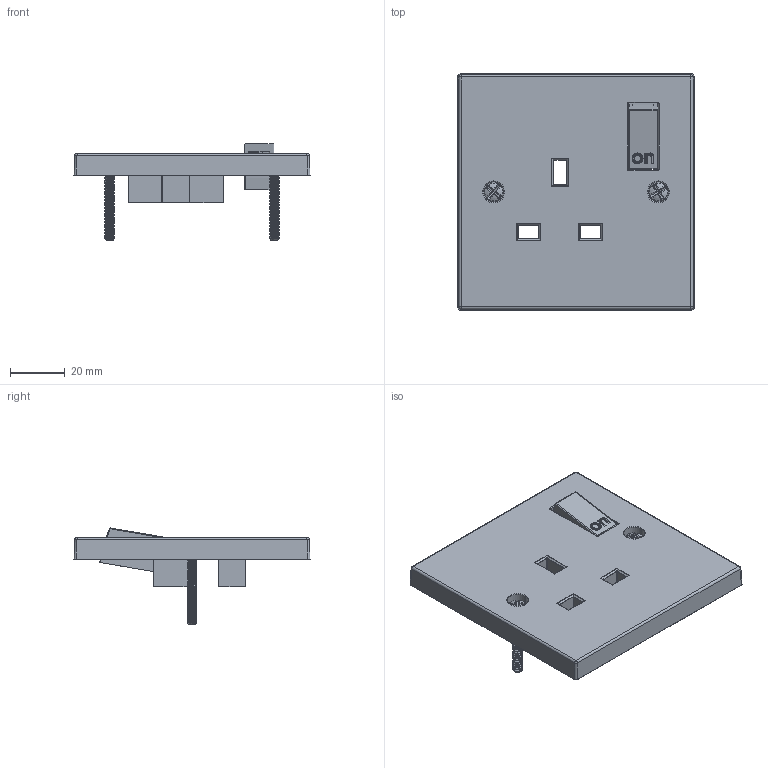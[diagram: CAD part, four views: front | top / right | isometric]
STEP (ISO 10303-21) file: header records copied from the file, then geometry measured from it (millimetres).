
FILE_DESCRIPTION (( 'STEP AP203' ), '1' );
FILE_NAME ('Plug Socket UK 13 STEP.STEP', '2013-09-30T19:38:54', ( '' ), ( '' ), 'SwSTEP 2.0', 'SolidWorks 2012', '' );
FILE_SCHEMA (( 'CONFIG_CONTROL_DESIGN' ));
Length unit declared in the file: millimetre
Products named in the file (4): Plug Socket UK 13 STEP; Main Screw; Switch; Plug Fascia
Assembly tree (4 placements, depth 2):
  Plug Socket UK 13 STEP
    Plug Fascia
    Switch
    Main Screw  x2
Bounding box: 85.99 x 85.99 x 34.98 mm (x, y, z)
Volume: 31850.3 mm3; surface area: 26015.8 mm2
Topology: 4 solids, 4 shells, 730 faces, 1796 edges, 1074 vertices
Faces by surface type: cylinder 328, plane 171, bspline 119, torus 79, sphere 25, cone 8
Entity records: 24786 total; most frequent: CARTESIAN_POINT 11992, ORIENTED_EDGE 2754, DIRECTION 2406, EDGE_CURVE 1377, AXIS2_PLACEMENT_3D 891, VERTEX_POINT 830, VECTOR 624, LINE 624
